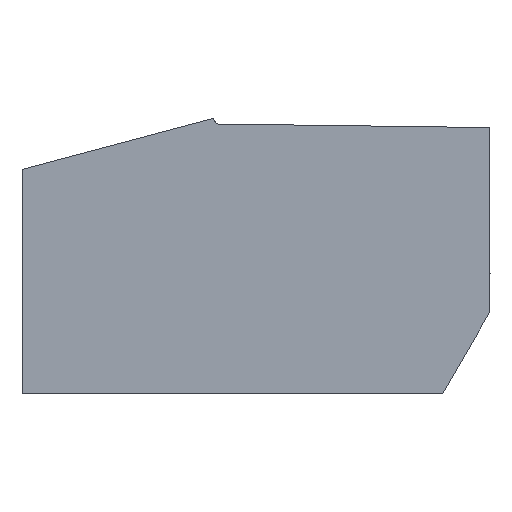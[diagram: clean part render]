
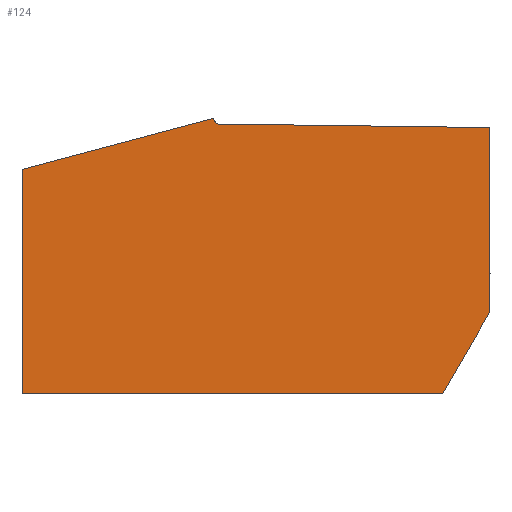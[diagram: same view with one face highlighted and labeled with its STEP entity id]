
A CAD part, left-side view. The second image highlights one B-rep face of the part: STEP entity #124.
In plain terms, the highlighted planar face has unit normal (-1, 0, 0).
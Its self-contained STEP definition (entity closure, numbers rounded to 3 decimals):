
#124=ADVANCED_FACE('',(#180),#163,.F.);
#163=PLANE('',#801);
#180=FACE_OUTER_BOUND('',#212,.T.);
#212=EDGE_LOOP('',(#387,#388,#389,#390,#391,#392,#393));
#257=LINE('',#1039,#304);
#270=LINE('',#1094,#317);
#274=LINE('',#1109,#321);
#277=LINE('',#1115,#324);
#278=LINE('',#1117,#325);
#279=LINE('',#1119,#326);
#280=LINE('',#1121,#327);
#304=VECTOR('',#866,1.);
#317=VECTOR('',#883,1.);
#321=VECTOR('',#889,1.);
#324=VECTOR('',#894,1.);
#325=VECTOR('',#897,1.);
#326=VECTOR('',#900,1.);
#327=VECTOR('',#901,1.);
#387=ORIENTED_EDGE('',*,*,#666,.T.);
#388=ORIENTED_EDGE('',*,*,#664,.T.);
#389=ORIENTED_EDGE('',*,*,#661,.F.);
#390=ORIENTED_EDGE('',*,*,#665,.F.);
#391=ORIENTED_EDGE('',*,*,#656,.T.);
#392=ORIENTED_EDGE('',*,*,#640,.F.);
#393=ORIENTED_EDGE('',*,*,#667,.T.);
#564=VERTEX_POINT('',#1038);
#565=VERTEX_POINT('',#1040);
#579=VERTEX_POINT('',#1095);
#581=VERTEX_POINT('',#1108);
#582=VERTEX_POINT('',#1110);
#583=VERTEX_POINT('',#1114);
#584=VERTEX_POINT('',#1120);
#640=EDGE_CURVE('',#564,#565,#257,.T.);
#656=EDGE_CURVE('',#579,#565,#270,.T.);
#661=EDGE_CURVE('',#581,#582,#274,.T.);
#664=EDGE_CURVE('',#583,#582,#277,.T.);
#665=EDGE_CURVE('',#579,#581,#278,.T.);
#666=EDGE_CURVE('',#584,#583,#279,.T.);
#667=EDGE_CURVE('',#564,#584,#280,.T.);
#801=AXIS2_PLACEMENT_3D('',#1122,#902,#903);
#866=DIRECTION('',(0.,-1.,-0.013));
#883=DIRECTION('',(0.,0.,1.));
#889=DIRECTION('',(0.,1.,0.));
#894=DIRECTION('',(0.,0.,-1.));
#897=DIRECTION('',(0.,0.5,-0.866));
#900=DIRECTION('',(0.,0.966,-0.257));
#901=DIRECTION('',(0.,0.565,0.825));
#902=DIRECTION('',(1.,0.,0.));
#903=DIRECTION('',(0.,-1.,0.));
#1038=CARTESIAN_POINT('',(0.,-7.993,11.089));
#1039=CARTESIAN_POINT('',(0.,-16.159,10.982));
#1040=CARTESIAN_POINT('',(0.,-19.25,10.941));
#1094=CARTESIAN_POINT('',(0.,-19.25,-0.67));
#1095=CARTESIAN_POINT('',(0.,-19.25,3.361));
#1108=CARTESIAN_POINT('',(0.,-17.309,0.));
#1109=CARTESIAN_POINT('',(0.,-17.29,0.));
#1110=CARTESIAN_POINT('',(0.,0.,0.));
#1114=CARTESIAN_POINT('',(0.,0.,9.223));
#1115=CARTESIAN_POINT('',(0.,0.,-0.67));
#1117=CARTESIAN_POINT('',(0.,-17.431,0.21));
#1119=CARTESIAN_POINT('',(0.,-13.683,12.868));
#1120=CARTESIAN_POINT('',(0.,-7.841,11.312));
#1121=CARTESIAN_POINT('',(0.,-16.444,-1.249));
#1122=CARTESIAN_POINT('',(0.,-17.29,-0.67));
